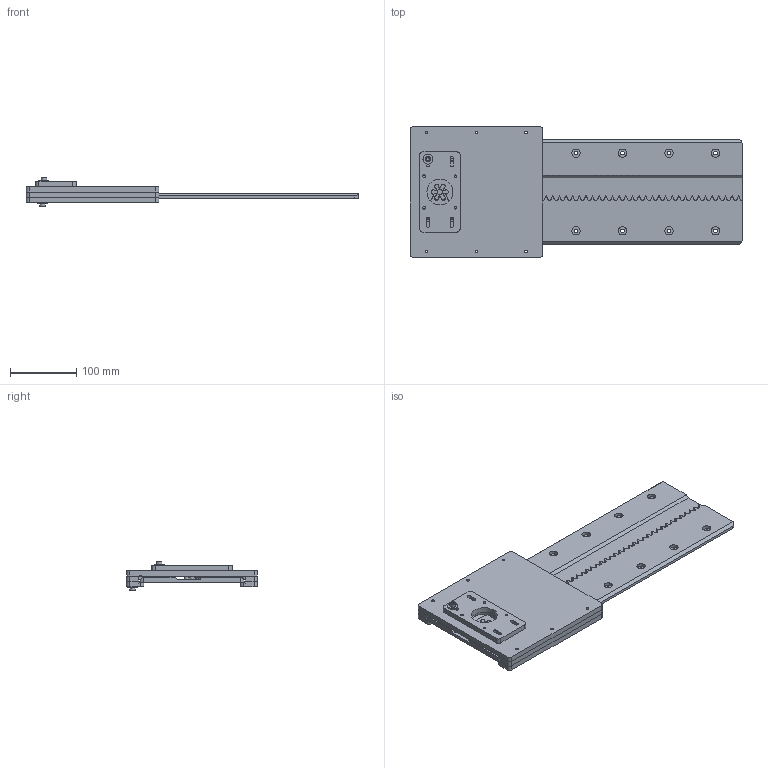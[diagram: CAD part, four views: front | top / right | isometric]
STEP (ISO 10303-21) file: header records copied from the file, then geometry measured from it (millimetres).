
FILE_DESCRIPTION(/* description */ (''),/* implementation_level */ '2;1');
FILE_NAME(/* name */ 'Standard rack and pinion parametric.step',/* time_stamp */ '2018-02-18T20:46:43+01:00',/* author */ ('jaknil'),/* organization */ (''),/* preprocessor_version */ 'ST-DEVELOPER v16.13',/* originating_system */ 'Autodesk Translation Framework v6.5.0.72',/* authorisation */ '');
FILE_SCHEMA (('AUTOMOTIVE_DESIGN { 1 0 10303 214 3 1 1 }'));
Length unit declared in the file: millimetre
Products named in the file (12): Standard rack and pinion parametric; Rack; pinon; motor_plate; Axis_plate; Outer_glide_block_adjustable; Inner_glide_block_adjustable; Outer_glide_block_fixed; Inner_glide_block_fixed; 90128A244; 90128A249; 95211A150
Assembly tree (12 placements, depth 2):
  Standard rack and pinion parametric
    Rack
    pinon
    motor_plate
    Axis_plate
    Outer_glide_block_adjustable
    Inner_glide_block_adjustable
    Outer_glide_block_fixed
    Inner_glide_block_fixed
    90128A244
    95211A150  x2
    90128A249
Bounding box: 500 x 197 x 44.8 mm (x, y, z)
Volume: 1033466 mm3; surface area: 331058.6 mm2
Topology: 12 solids, 12 shells, 583 faces, 1711 edges, 1170 vertices
Faces by surface type: cylinder 263, bspline 178, plane 123, cone 19
Full cylindrical faces by diameter (mm): 3.961 x45, 4.2 x14, 5 x52, 5.254 x1, 5.3 x2, 5.5 x14, 8 x1, 8.5 x2, 12.5 x14, 15 x2, 39 x1
Entity records: 35354 total; most frequent: CARTESIAN_POINT 21055, ORIENTED_EDGE 3402, DIRECTION 2137, EDGE_CURVE 1701, VERTEX_POINT 1162, AXIS2_PLACEMENT_3D 802, B_SPLINE_CURVE_WITH_KNOTS 779, EDGE_LOOP 693
